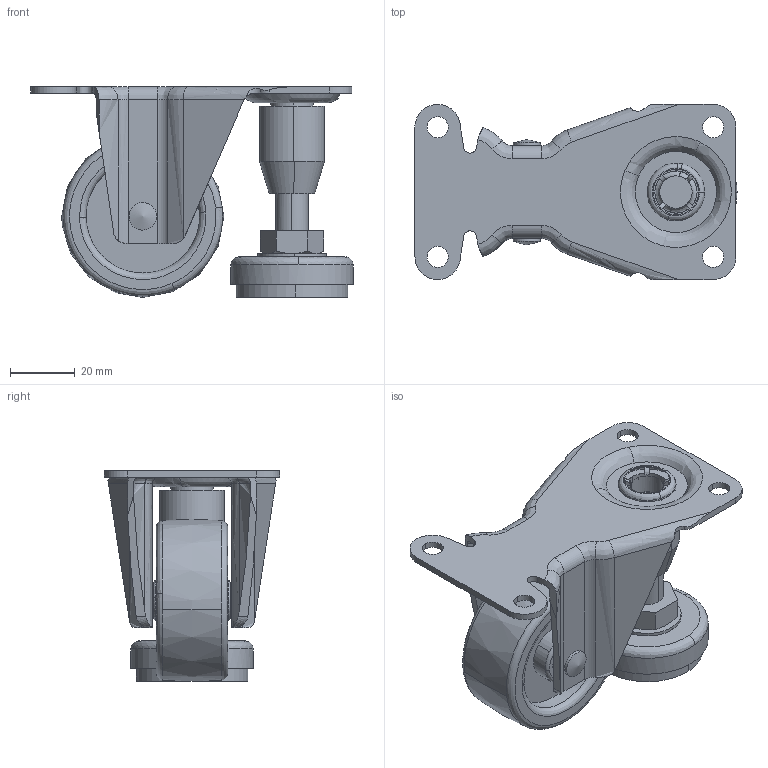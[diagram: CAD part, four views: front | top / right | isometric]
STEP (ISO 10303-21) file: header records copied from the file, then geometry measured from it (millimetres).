
FILE_DESCRIPTION((''),'2;1');
FILE_NAME('','2005-12-16T14:12:08',(''),(''),'','CADfix','');
FILE_SCHEMA(('AUTOMOTIVE_DESIGN'));
Length unit declared in the file: millimetre
Products named in the file (5): wheel; foot; body; axle; No_603A_F_N_14153_36
Assembly tree (4 placements, depth 2):
  No_603A_F_N_14153_36
    wheel
    foot
    body
    axle
Bounding box: 99.35 x 54 x 65 mm (x, y, z)
Volume: 71095.2 mm3; surface area: 33817.5 mm2
Topology: 7 solids, 8 shells, 253 faces, 756 edges, 540 vertices
Faces by surface type: bspline 253
Entity records: 10034 total; most frequent: CARTESIAN_POINT 5875, ORIENTED_EDGE 1512, EDGE_CURVE 756, VERTEX_POINT 540, EDGE_LOOP 290, FACE_OUTER_BOUND 249, ADVANCED_FACE 249, QUASI_UNIFORM_CURVE 244
